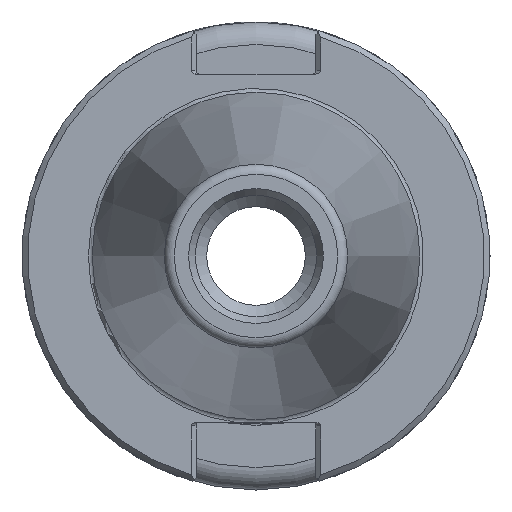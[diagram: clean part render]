
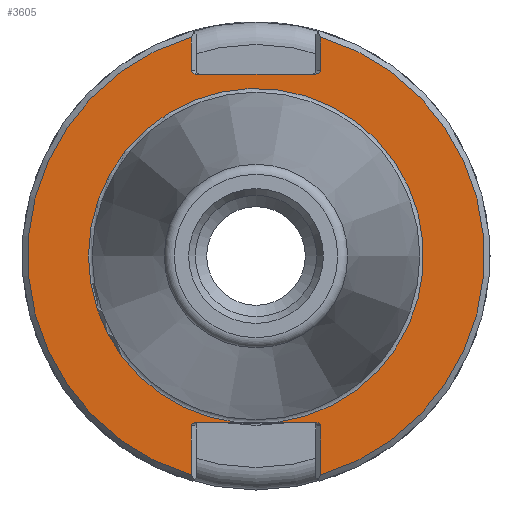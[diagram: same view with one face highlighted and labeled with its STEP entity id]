
A CAD part, left-side view. The second image highlights one B-rep face of the part: STEP entity #3605.
In plain terms, the highlighted planar face has unit normal (-1, 0, 0).
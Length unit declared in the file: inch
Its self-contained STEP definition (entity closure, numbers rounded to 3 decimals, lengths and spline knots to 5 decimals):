
#2663=CARTESIAN_POINT('',(0.125,0.345,0.992));
#2664=VERTEX_POINT('',#2663);
#2671=CARTESIAN_POINT('',(0.125,0.31672,0.972));
#2672=VERTEX_POINT('',#2671);
#2673=CARTESIAN_POINT('',(0.125,0.31672,0.992));
#2674=DIRECTION('',(-1.0,0.0,0.0));
#2675=DIRECTION('',(0.0,1.0,0.0));
#2676=AXIS2_PLACEMENT_3D('',#2673,#2674,#2675);
#2677=ELLIPSE('',#2676,0.02828,0.02);
#2678=EDGE_CURVE('',#2664,#2672,#2677,.T.);
#2763=CARTESIAN_POINT('',(0.125,0.345,1.1702));
#2764=VERTEX_POINT('',#2763);
#2771=CARTESIAN_POINT('',(0.125,0.345,1.1702));
#2772=DIRECTION('',(0.0,0.0,-1.0));
#2773=VECTOR('',#2772,0.1782);
#2774=LINE('',#2771,#2773);
#2775=EDGE_CURVE('',#2764,#2664,#2774,.T.);
#2875=CARTESIAN_POINT('',(0.125,-0.31672,0.972));
#2876=VERTEX_POINT('',#2875);
#2883=CARTESIAN_POINT('',(0.125,-0.345,0.992));
#2884=VERTEX_POINT('',#2883);
#2885=CARTESIAN_POINT('',(0.125,-0.31672,0.992));
#2886=DIRECTION('',(-1.0,0.0,0.0));
#2887=DIRECTION('',(0.0,-1.0,0.0));
#2888=AXIS2_PLACEMENT_3D('',#2885,#2886,#2887);
#2889=ELLIPSE('',#2888,0.02828,0.02);
#2890=EDGE_CURVE('',#2876,#2884,#2889,.T.);
#2940=CARTESIAN_POINT('',(0.125,-0.345,1.1702));
#2941=VERTEX_POINT('',#2940);
#2942=CARTESIAN_POINT('',(0.125,-0.345,0.992));
#2943=DIRECTION('',(0.0,0.0,1.0));
#2944=VECTOR('',#2943,0.1782);
#2945=LINE('',#2942,#2944);
#2946=EDGE_CURVE('',#2884,#2941,#2945,.T.);
#2964=CARTESIAN_POINT('',(0.125,-0.345,-0.908));
#2965=VERTEX_POINT('',#2964);
#2966=CARTESIAN_POINT('',(0.125,-0.31672,-0.888));
#2967=VERTEX_POINT('',#2966);
#2968=CARTESIAN_POINT('',(0.125,-0.31672,-0.908));
#2969=DIRECTION('',(-1.0,0.0,0.0));
#2970=DIRECTION('',(0.0,-1.0,0.0));
#2971=AXIS2_PLACEMENT_3D('',#2968,#2969,#2970);
#2972=ELLIPSE('',#2971,0.02828,0.02);
#2973=EDGE_CURVE('',#2965,#2967,#2972,.T.);
#3071=CARTESIAN_POINT('',(0.125,-0.345,-1.1702));
#3072=VERTEX_POINT('',#3071);
#3079=CARTESIAN_POINT('',(0.125,-0.345,-1.1702));
#3080=DIRECTION('',(0.0,0.0,1.0));
#3081=VECTOR('',#3080,0.2622);
#3082=LINE('',#3079,#3081);
#3083=EDGE_CURVE('',#3072,#2965,#3082,.T.);
#3183=CARTESIAN_POINT('',(0.125,0.31672,-0.888));
#3184=VERTEX_POINT('',#3183);
#3191=CARTESIAN_POINT('',(0.125,0.345,-0.908));
#3192=VERTEX_POINT('',#3191);
#3193=CARTESIAN_POINT('',(0.125,0.31672,-0.908));
#3194=DIRECTION('',(-1.0,0.0,0.0));
#3195=DIRECTION('',(0.0,1.0,0.0));
#3196=AXIS2_PLACEMENT_3D('',#3193,#3194,#3195);
#3197=ELLIPSE('',#3196,0.02828,0.02);
#3198=EDGE_CURVE('',#3184,#3192,#3197,.T.);
#3248=CARTESIAN_POINT('',(0.125,0.345,-1.1702));
#3249=VERTEX_POINT('',#3248);
#3250=CARTESIAN_POINT('',(0.125,0.345,-0.908));
#3251=DIRECTION('',(0.0,0.0,-1.0));
#3252=VECTOR('',#3251,0.2622);
#3253=LINE('',#3250,#3252);
#3254=EDGE_CURVE('',#3192,#3249,#3253,.T.);
#3321=CARTESIAN_POINT('',(0.125,0.31672,0.972));
#3322=DIRECTION('',(0.0,-1.0,0.0));
#3323=VECTOR('',#3322,0.63343);
#3324=LINE('',#3321,#3323);
#3325=EDGE_CURVE('',#2672,#2876,#3324,.T.);
#3523=CARTESIAN_POINT('',(0.125,-0.11172,-0.888));
#3524=VERTEX_POINT('',#3523);
#3525=CARTESIAN_POINT('',(0.125,0.11172,-0.888));
#3526=VERTEX_POINT('',#3525);
#3541=CARTESIAN_POINT('',(0.125,0.,0.0));
#3542=DIRECTION('',(-1.0,0.0,0.0));
#3543=DIRECTION('',(0.0,-1.0,0.0));
#3544=AXIS2_PLACEMENT_3D('',#3541,#3542,#3543);
#3545=CIRCLE('',#3544,0.895);
#3546=EDGE_CURVE('',#3524,#3526,#3545,.T.);
#3562=CARTESIAN_POINT('',(0.125,1.0625,0.0));
#3563=DIRECTION('',(-1.0,0.0,0.0));
#3564=DIRECTION('',(0.0,0.0,1.0));
#3565=AXIS2_PLACEMENT_3D('',#3562,#3563,#3564);
#3566=PLANE('',#3565);
#3567=ORIENTED_EDGE('',*,*,#3546,.F.);
#3568=CARTESIAN_POINT('',(0.125,-0.31672,-0.888));
#3569=DIRECTION('',(0.0,1.0,0.0));
#3570=VECTOR('',#3569,0.205);
#3571=LINE('',#3568,#3570);
#3572=EDGE_CURVE('',#2967,#3524,#3571,.T.);
#3573=ORIENTED_EDGE('',*,*,#3572,.F.);
#3574=ORIENTED_EDGE('',*,*,#2973,.F.);
#3575=ORIENTED_EDGE('',*,*,#3083,.F.);
#3576=CARTESIAN_POINT('',(0.125,0.,0.0));
#3577=DIRECTION('',(1.0,0.0,0.0));
#3578=DIRECTION('',(0.0,-1.0,0.0));
#3579=AXIS2_PLACEMENT_3D('',#3576,#3577,#3578);
#3580=CIRCLE('',#3579,1.22);
#3581=EDGE_CURVE('',#2941,#3072,#3580,.T.);
#3582=ORIENTED_EDGE('',*,*,#3581,.F.);
#3583=ORIENTED_EDGE('',*,*,#2946,.F.);
#3584=ORIENTED_EDGE('',*,*,#2890,.F.);
#3585=ORIENTED_EDGE('',*,*,#3325,.F.);
#3586=ORIENTED_EDGE('',*,*,#2678,.F.);
#3587=ORIENTED_EDGE('',*,*,#2775,.F.);
#3588=CARTESIAN_POINT('',(0.125,0.,0.0));
#3589=DIRECTION('',(1.0,0.0,0.0));
#3590=DIRECTION('',(0.0,1.0,0.0));
#3591=AXIS2_PLACEMENT_3D('',#3588,#3589,#3590);
#3592=CIRCLE('',#3591,1.22);
#3593=EDGE_CURVE('',#3249,#2764,#3592,.T.);
#3594=ORIENTED_EDGE('',*,*,#3593,.F.);
#3595=ORIENTED_EDGE('',*,*,#3254,.F.);
#3596=ORIENTED_EDGE('',*,*,#3198,.F.);
#3597=CARTESIAN_POINT('',(0.125,0.11172,-0.888));
#3598=DIRECTION('',(0.0,1.0,0.0));
#3599=VECTOR('',#3598,0.205);
#3600=LINE('',#3597,#3599);
#3601=EDGE_CURVE('',#3526,#3184,#3600,.T.);
#3602=ORIENTED_EDGE('',*,*,#3601,.F.);
#3603=EDGE_LOOP('',(#3567,#3573,#3574,#3575,#3582,#3583,#3584,#3585,#3586,#3587,#3594,#3595,#3596,#3602));
#3604=FACE_OUTER_BOUND('',#3603,.T.);
#3605=ADVANCED_FACE('',(#3604),#3566,.T.);
